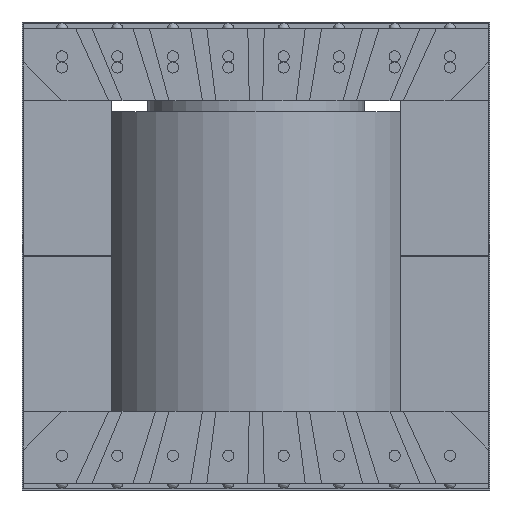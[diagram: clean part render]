
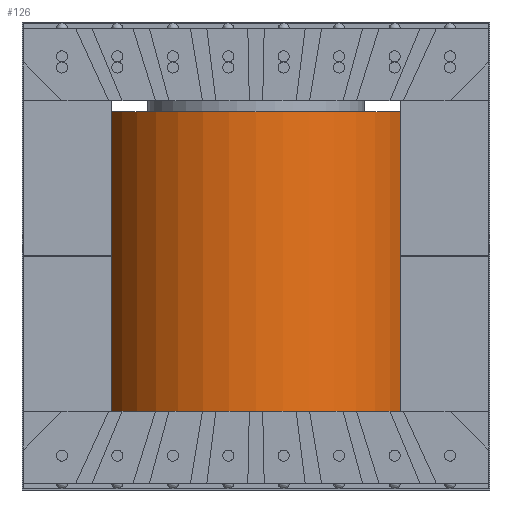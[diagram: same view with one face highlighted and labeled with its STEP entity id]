
A CAD part, front view. The second image highlights one B-rep face of the part: STEP entity #126.
In plain terms, the highlighted cylindrical face has radius 14 mm (diameter 28 mm), a partial arc.
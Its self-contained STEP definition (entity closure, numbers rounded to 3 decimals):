
#126 = ADVANCED_FACE ( 'NONE', ( #14220 ), #4194, .T. ) ;
#607 = VECTOR ( 'NONE', #3161, 1000. ) ;
#692 = CARTESIAN_POINT ( 'NONE',  ( 0., 0., 27. ) ) ;
#838 = DIRECTION ( 'NONE',  ( -1., 0., 0. ) ) ;
#982 = DIRECTION ( 'NONE',  ( 0., 0., 1. ) ) ;
#1842 = CARTESIAN_POINT ( 'NONE',  ( -14., 0., 0. ) ) ;
#2195 = CARTESIAN_POINT ( 'NONE',  ( -14., 0., 27. ) ) ;
#2600 = AXIS2_PLACEMENT_3D ( 'NONE', #3182, #982, #10210 ) ;
#3161 = DIRECTION ( 'NONE',  ( 0., 0., -1. ) ) ;
#3182 = CARTESIAN_POINT ( 'NONE',  ( 0., 0., 0. ) ) ;
#3609 = ORIENTED_EDGE ( 'NONE', *, *, #12447, .T. ) ;
#3807 = EDGE_LOOP ( 'NONE', ( #10647, #6959, #3609, #5806 ) ) ;
#4189 = LINE ( 'NONE', #7605, #607 ) ;
#4194 = CYLINDRICAL_SURFACE ( 'NONE', #10316, 14. ) ;
#4201 = DIRECTION ( 'NONE',  ( 0., 0., -1. ) ) ;
#4247 = CIRCLE ( 'NONE', #2600, 14. ) ;
#5494 = CARTESIAN_POINT ( 'NONE',  ( 14., 0., 27. ) ) ;
#5806 = ORIENTED_EDGE ( 'NONE', *, *, #13549, .T. ) ;
#6608 = VECTOR ( 'NONE', #14648, 1000. ) ;
#6959 = ORIENTED_EDGE ( 'NONE', *, *, #9022, .T. ) ;
#7481 = EDGE_CURVE ( 'NONE', #8597, #7573, #4189, .T. ) ;
#7548 = DIRECTION ( 'NONE',  ( -1., 0., 0. ) ) ;
#7573 = VERTEX_POINT ( 'NONE', #9471 ) ;
#7605 = CARTESIAN_POINT ( 'NONE',  ( 14., 0., 27. ) ) ;
#8597 = VERTEX_POINT ( 'NONE', #5494 ) ;
#9022 = EDGE_CURVE ( 'NONE', #8597, #11010, #13358, .T. ) ;
#9471 = CARTESIAN_POINT ( 'NONE',  ( 14., 0., 0. ) ) ;
#10210 = DIRECTION ( 'NONE',  ( -1., 0., 0. ) ) ;
#10316 = AXIS2_PLACEMENT_3D ( 'NONE', #692, #13252, #838 ) ;
#10345 = CARTESIAN_POINT ( 'NONE',  ( -14., 0., 27. ) ) ;
#10647 = ORIENTED_EDGE ( 'NONE', *, *, #7481, .F. ) ;
#11010 = VERTEX_POINT ( 'NONE', #10345 ) ;
#12447 = EDGE_CURVE ( 'NONE', #11010, #13388, #13402, .T. ) ;
#13128 = AXIS2_PLACEMENT_3D ( 'NONE', #13403, #4201, #7548 ) ;
#13252 = DIRECTION ( 'NONE',  ( 0., 0., -1. ) ) ;
#13358 = CIRCLE ( 'NONE', #13128, 14. ) ;
#13388 = VERTEX_POINT ( 'NONE', #1842 ) ;
#13403 = CARTESIAN_POINT ( 'NONE',  ( 0., 0., 27. ) ) ;
#13402 = LINE ( 'NONE', #2195, #6608 ) ;
#13549 = EDGE_CURVE ( 'NONE', #13388, #7573, #4247, .T. ) ;
#14220 = FACE_OUTER_BOUND ( 'NONE', #3807, .T. ) ;
#14648 = DIRECTION ( 'NONE',  ( 0., 0., -1. ) ) ;
